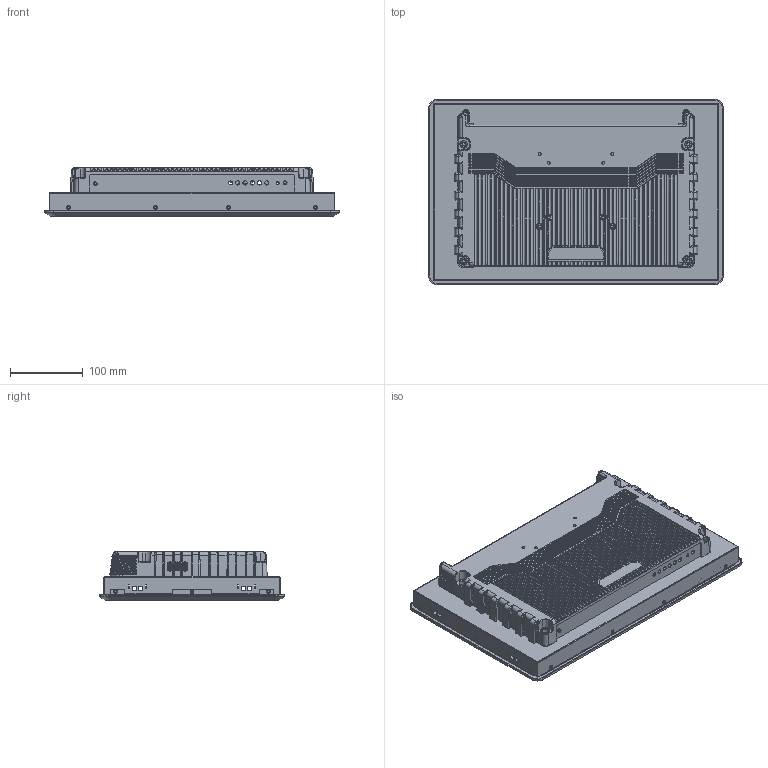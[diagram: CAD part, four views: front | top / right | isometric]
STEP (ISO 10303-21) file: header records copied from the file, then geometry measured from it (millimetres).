
FILE_DESCRIPTION((''),'2;1');
FILE_NAME('0_0_QD_15_6_INCH_MONITOR_ASM_2_ASM','2024-06-12T17:28:56',('Administrator'),(''),'CREO PARAMETRIC BY PTC INC, 2022164','CREO PARAMETRIC BY PTC INC, 2022164','');
FILE_SCHEMA(('AUTOMOTIVE_DESIGN { 1 0 10303 214 1 1 1 1 }'));
Products named in the file (17): 30_001_1000061_A2_1; 36_003_1000070_1; LCD_156_INCH_ASM_ASM_1_ASM; MIDDLE_156_INCH_S_1; MIDDLE_156_INCH-S_ASM_1_ASM; MIDDLE_156_INCH_ASM_S_ASM_1_ASM; D-DB_1; UP-DB-MONITOR_1_1; UP-DB-MONITOR_1_2; UP-DB-MONITOR_1_ASM; UP-DB-MONITOR_ASM_1_ASM; BOTTOM_15_0-17_3-INCH-NEW_1; BOTTOM_15-17_3-INCH_ASM_1_ASM; BOTTOM_15-17_3-INCH-ASM_ASM_1_ASM; TUOBAN_MONITOR_ASM_ASM_1_ASM; QD_15_6_INCH_MIDDLE_ASM_1_ASM; 0_0_QD_15_6_INCH_MONITOR_ASM_2_ASM
Assembly tree (16 placements, depth 6):
  0_0_QD_15_6_INCH_MONITOR_ASM_2_ASM
    LCD_156_INCH_ASM_ASM_1_ASM
      30_001_1000061_A2_1
      36_003_1000070_1
    QD_15_6_INCH_MIDDLE_ASM_1_ASM
      MIDDLE_156_INCH_ASM_S_ASM_1_ASM
        MIDDLE_156_INCH-S_ASM_1_ASM
          MIDDLE_156_INCH_S_1
      TUOBAN_MONITOR_ASM_ASM_1_ASM
        D-DB_1
        UP-DB-MONITOR_ASM_1_ASM
          UP-DB-MONITOR_1_ASM
            UP-DB-MONITOR_1_1
            UP-DB-MONITOR_1_2
        BOTTOM_15-17_3-INCH-ASM_ASM_1_ASM
          BOTTOM_15-17_3-INCH_ASM_1_ASM
            BOTTOM_15_0-17_3-INCH-NEW_1
Bounding box: 405.28 x 254.62 x 67 mm (x, y, z)
Volume: 839008.8 mm3; surface area: 694664.6 mm2
Topology: 7 solids, 8 shells, 3699 faces, 9144 edges, 5499 vertices
Faces by surface type: cylinder 1341, plane 1251, torus 490, bspline 392, cone 202, sphere 15, extrusion 8
Entity records: 173838 total; most frequent: CARTESIAN_POINT 61424, ORIENTED_EDGE 18248, DIRECTION 17557, EDGE_CURVE 9132, AXIS2_PLACEMENT_3D 6402, VERTEX_POINT 5499, VECTOR 4753, LINE 4745
